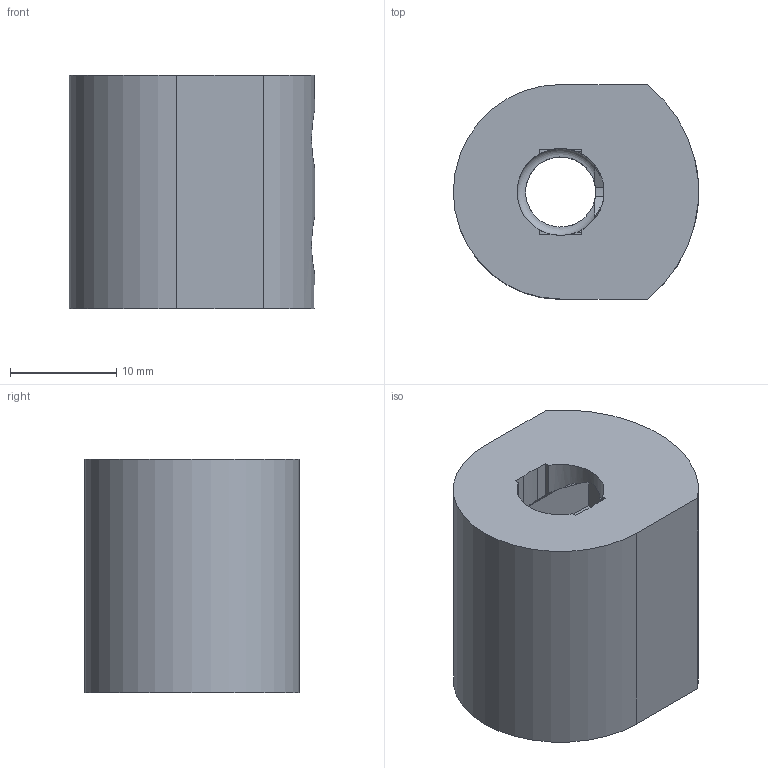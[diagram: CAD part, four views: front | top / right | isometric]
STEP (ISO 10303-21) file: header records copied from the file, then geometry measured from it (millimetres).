
FILE_DESCRIPTION( ( 'Unknown' ), '1' );
FILE_NAME( 'Y-motor-coupling.stp', 'Unknown', ( 'Ed Sells' ), ( 'University of Bath' ), 'XStep 1.0', 'Solid Edge v19', ' ' );
FILE_SCHEMA( ( 'CONFIG_CONTROL_DESIGN' ) );
Length unit declared in the file: millimetre
Products named in the file (1): 1
Bounding box: 23.1 x 20.2 x 22 mm (x, y, z)
Volume: 6772.3 mm3; surface area: 3185.5 mm2
Topology: 1 solids, 1 shells, 64 faces, 184 edges, 122 vertices
Faces by surface type: plane 44, cylinder 18, cone 1, torus 1
Full cylindrical faces by diameter (mm): 5.4 x2, 6.6 x1
Entity records: 2315 total; most frequent: CARTESIAN_POINT 581, ORIENTED_EDGE 358, DIRECTION 347, EDGE_CURVE 179, VERTEX_POINT 120, AXIS2_PLACEMENT_3D 118, LINE 111, VECTOR 111
